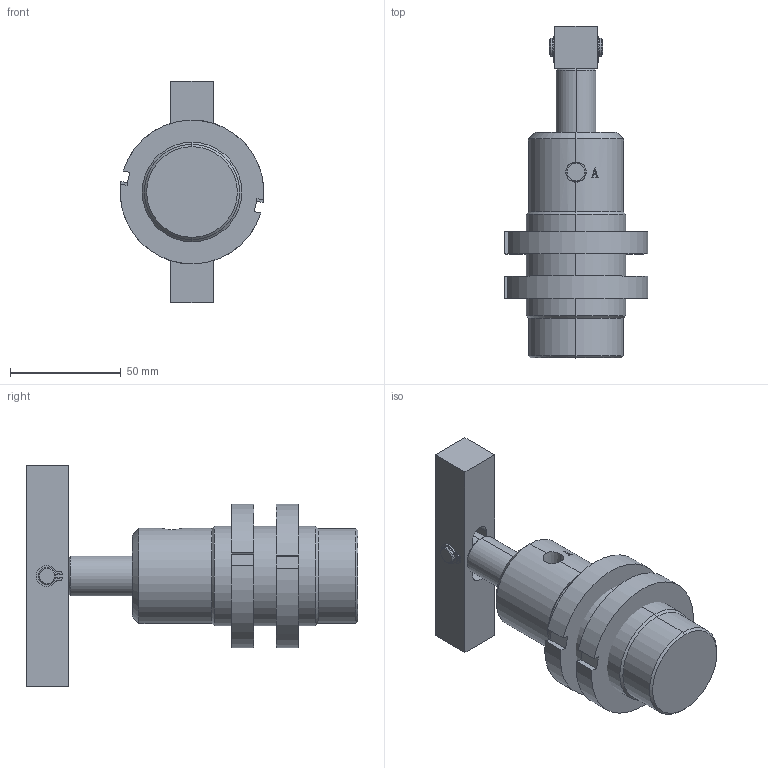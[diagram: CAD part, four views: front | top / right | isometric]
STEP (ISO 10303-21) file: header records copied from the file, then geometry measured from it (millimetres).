
FILE_DESCRIPTION (( 'STEP AP203' ), '1' );
FILE_NAME ('HNDT-25A.STEP', '2019-10-12T07:13:11', ( '微软用户' ), ( '微软中国' ), 'SwSTEP 2.0', 'SolidWorks 2012', '' );
FILE_SCHEMA (( 'CONFIG_CONTROL_DESIGN' ));
Length unit declared in the file: millimetre
Products named in the file (7): 25邧旋; 25种; 25蹟譫; HNFT-25A掛极; 25A-D活塞杆; circlips for shaft--type a small gb_GB_CONNECTING_PIECE_RING_RRA 8; HNDT-25A
Assembly tree (8 placements, depth 2):
  HNDT-25A
    HNFT-25A掛极
    25A-D活塞杆
    25蹟譫  x2
    25邧旋
    25种
    circlips for shaft--type a small gb_GB_CONNECTING_PIECE_RING_RRA 8  x2
Bounding box: 64.98 x 150 x 100 mm (x, y, z)
Volume: 230947.8 mm3; surface area: 46232.2 mm2
Topology: 8 solids, 8 shells, 169 faces, 411 edges, 266 vertices
Faces by surface type: cylinder 73, plane 73, cone 19, bspline 4
Entity records: 5088 total; most frequent: CARTESIAN_POINT 1066, DIRECTION 714, ORIENTED_EDGE 648, EDGE_CURVE 324, AXIS2_PLACEMENT_3D 279, VERTEX_POINT 208, VECTOR 156, LINE 156
